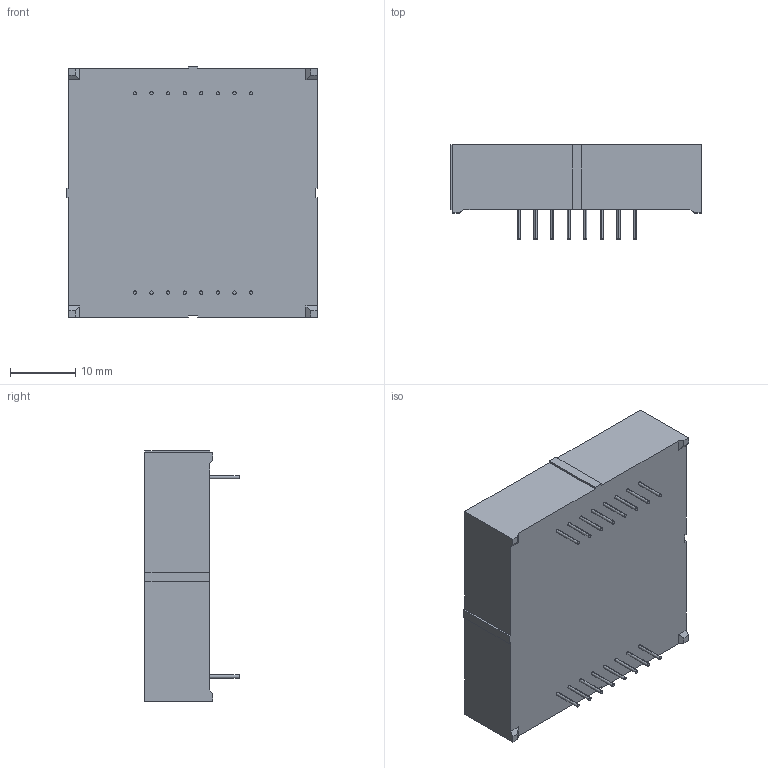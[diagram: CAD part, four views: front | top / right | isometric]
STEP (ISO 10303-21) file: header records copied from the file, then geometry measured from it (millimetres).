
FILE_DESCRIPTION (( 'STEP AP214' ), '1' );
FILE_NAME ('03A68A5C-EA13-4BC5-BFBF-C4426E026C7D.STEP', '2023-05-08T10:55:02', ( '' ), ( '' ), 'SwSTEP 2.0', 'SolidWorks 2022', '' );
FILE_SCHEMA (( 'AUTOMOTIVE_DESIGN' ));
Length unit declared in the file: millimetre
Products named in the file (1): 03A68A5C-EA13-4BC5-BFBF-C4426E026C7D
Bounding box: 38.3 x 14.4 x 38.3 mm (x, y, z)
Volume: 14094.9 mm3; surface area: 4655.6 mm2
Topology: 17 solids, 17 shells, 290 faces, 576 edges, 384 vertices
Faces by surface type: cylinder 160, plane 66, bspline 64
Entity records: 20565 total; most frequent: CARTESIAN_POINT 13859, ORIENTED_EDGE 1152, DIRECTION 1094, EDGE_CURVE 576, AXIS2_PLACEMENT_3D 419, VERTEX_POINT 384, EDGE_LOOP 354, FACE_OUTER_BOUND 290
